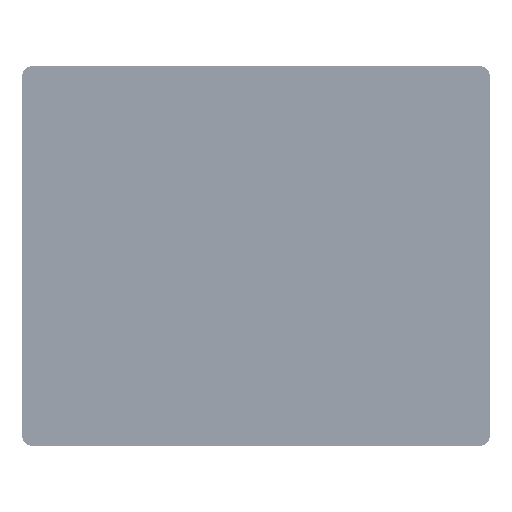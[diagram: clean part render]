
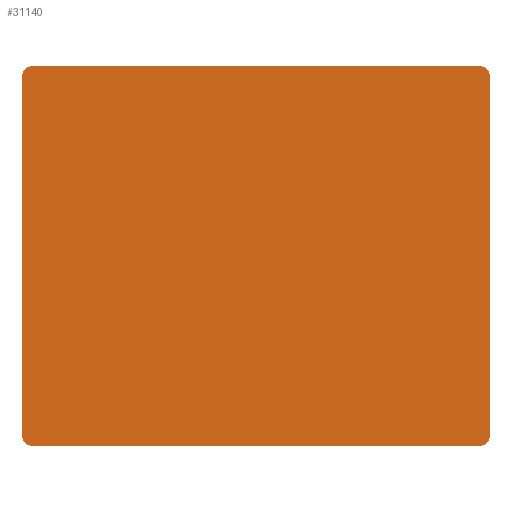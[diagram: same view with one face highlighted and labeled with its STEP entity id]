
A CAD part, front view. The second image highlights one B-rep face of the part: STEP entity #31140.
In plain terms, the highlighted face is planar.
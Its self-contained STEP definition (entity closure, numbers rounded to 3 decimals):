
#30879=CARTESIAN_POINT('Vertex',(355.,0.,0.8)) ;
#30882=CARTESIAN_POINT('Line Origine',(182.5,0.,0.8)) ;
#30886=CARTESIAN_POINT('Vertex',(10.,0.,0.8)) ;
#30906=CARTESIAN_POINT('Axis2P3D Location',(355.,10.,0.8)) ;
#30910=CARTESIAN_POINT('Vertex',(365.,10.,0.8)) ;
#30937=CARTESIAN_POINT('Axis2P3D Location',(10.,10.,0.8)) ;
#30941=CARTESIAN_POINT('Vertex',(0.,10.,0.8)) ;
#30979=CARTESIAN_POINT('Vertex',(365.,440.,0.8)) ;
#30982=CARTESIAN_POINT('Line Origine',(365.,225.,0.8)) ;
#30999=CARTESIAN_POINT('Axis2P3D Location',(355.,440.,0.8)) ;
#31003=CARTESIAN_POINT('Vertex',(355.,450.,0.8)) ;
#31030=CARTESIAN_POINT('Line Origine',(182.5,450.,0.8)) ;
#31034=CARTESIAN_POINT('Vertex',(10.,450.,0.8)) ;
#31061=CARTESIAN_POINT('Axis2P3D Location',(10.,440.,0.8)) ;
#31065=CARTESIAN_POINT('Vertex',(0.,440.,0.8)) ;
#31097=CARTESIAN_POINT('Line Origine',(0.,225.,0.8)) ;
#31125=CARTESIAN_POINT('Axis2P3D Location',(0.,0.,0.8)) ;
#30883=DIRECTION('Vector Direction',(1.,0.,0.)) ;
#30907=DIRECTION('Axis2P3D Direction',(0.,0.,1.)) ;
#30938=DIRECTION('Axis2P3D Direction',(0.,0.,1.)) ;
#30983=DIRECTION('Vector Direction',(0.,1.,0.)) ;
#31000=DIRECTION('Axis2P3D Direction',(0.,-0.,1.)) ;
#31031=DIRECTION('Vector Direction',(-1.,0.,0.)) ;
#31062=DIRECTION('Axis2P3D Direction',(0.,0.,1.)) ;
#31098=DIRECTION('Vector Direction',(0.,-1.,0.)) ;
#31126=DIRECTION('Axis2P3D Direction',(0.,0.,1.)) ;
#31127=DIRECTION('Axis2P3D XDirection',(1.,0.,0.)) ;
#30908=AXIS2_PLACEMENT_3D('Circle Axis2P3D',#30906,#30907,$) ;
#30939=AXIS2_PLACEMENT_3D('Circle Axis2P3D',#30937,#30938,$) ;
#31001=AXIS2_PLACEMENT_3D('Circle Axis2P3D',#30999,#31000,$) ;
#31063=AXIS2_PLACEMENT_3D('Circle Axis2P3D',#31061,#31062,$) ;
#31128=AXIS2_PLACEMENT_3D('Plane Axis2P3D',#31125,#31126,#31127) ;
#31131=ORIENTED_EDGE('',*,*,#31101,.T.) ;
#31132=ORIENTED_EDGE('',*,*,#30943,.F.) ;
#31133=ORIENTED_EDGE('',*,*,#30888,.T.) ;
#31134=ORIENTED_EDGE('',*,*,#30912,.F.) ;
#31135=ORIENTED_EDGE('',*,*,#30986,.T.) ;
#31136=ORIENTED_EDGE('',*,*,#31005,.F.) ;
#31137=ORIENTED_EDGE('',*,*,#31036,.T.) ;
#31138=ORIENTED_EDGE('',*,*,#31067,.F.) ;
#30884=VECTOR('Line Direction',#30883,1.) ;
#30984=VECTOR('Line Direction',#30983,1.) ;
#31032=VECTOR('Line Direction',#31031,1.) ;
#31099=VECTOR('Line Direction',#31098,1.) ;
#31140=ADVANCED_FACE('PartBody',(#31139),#31129,.T.) ;
#30909=CIRCLE('generated circle',#30908,10.) ;
#30940=CIRCLE('generated circle',#30939,10.) ;
#31002=CIRCLE('generated circle',#31001,10.) ;
#31064=CIRCLE('generated circle',#31063,10.) ;
#30888=EDGE_CURVE('',#30887,#30880,#30885,.T.) ;
#30912=EDGE_CURVE('',#30911,#30880,#30909,.F.) ;
#30943=EDGE_CURVE('',#30887,#30942,#30940,.F.) ;
#30986=EDGE_CURVE('',#30911,#30980,#30985,.T.) ;
#31005=EDGE_CURVE('',#31004,#30980,#31002,.F.) ;
#31036=EDGE_CURVE('',#31004,#31035,#31033,.T.) ;
#31067=EDGE_CURVE('',#31066,#31035,#31064,.F.) ;
#31101=EDGE_CURVE('',#31066,#30942,#31100,.T.) ;
#31130=EDGE_LOOP('',(#31131,#31132,#31133,#31134,#31135,#31136,#31137,#31138)) ;
#31139=FACE_OUTER_BOUND('',#31130,.T.) ;
#30885=LINE('Line',#30882,#30884) ;
#30985=LINE('Line',#30982,#30984) ;
#31033=LINE('Line',#31030,#31032) ;
#31100=LINE('Line',#31097,#31099) ;
#31129=PLANE('',#31128) ;
#30880=VERTEX_POINT('',#30879) ;
#30887=VERTEX_POINT('',#30886) ;
#30911=VERTEX_POINT('',#30910) ;
#30942=VERTEX_POINT('',#30941) ;
#30980=VERTEX_POINT('',#30979) ;
#31004=VERTEX_POINT('',#31003) ;
#31035=VERTEX_POINT('',#31034) ;
#31066=VERTEX_POINT('',#31065) ;
